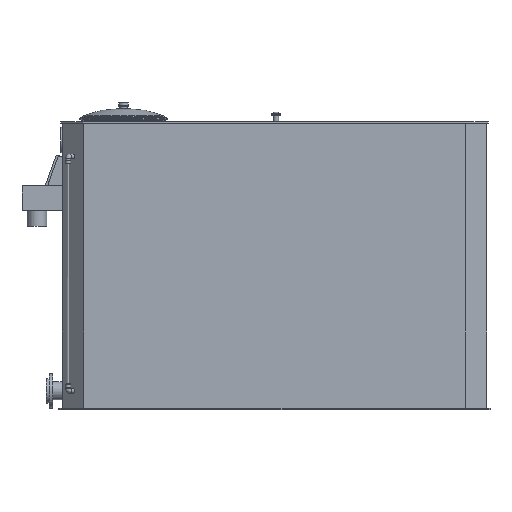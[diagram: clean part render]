
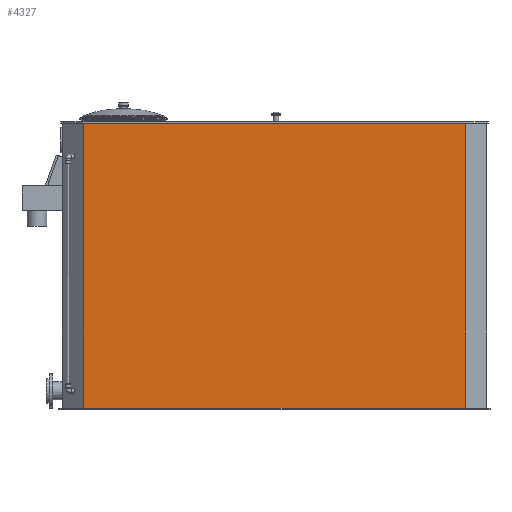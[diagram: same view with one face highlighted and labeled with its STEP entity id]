
A CAD part, front view. The second image highlights one B-rep face of the part: STEP entity #4327.
In plain terms, the highlighted planar face has unit normal (0, -1, 0).
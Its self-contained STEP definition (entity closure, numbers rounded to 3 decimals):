
#113=LINE('',#6512,#464);
#122=LINE('',#6532,#473);
#123=LINE('',#6533,#474);
#124=LINE('',#6534,#475);
#464=VECTOR('',#5229,10.);
#473=VECTOR('',#5256,10.);
#474=VECTOR('',#5257,10.);
#475=VECTOR('',#5258,10.);
#882=PLANE('',#4673);
#1185=FACE_OUTER_BOUND('',#1507,.T.);
#1507=EDGE_LOOP('',(#3180,#3181,#3182,#3183));
#2081=VERTEX_POINT('',#6497);
#2088=VERTEX_POINT('',#6510);
#2089=VERTEX_POINT('',#6530);
#2090=VERTEX_POINT('',#6531);
#2512=EDGE_CURVE('',#2088,#2081,#113,.T.);
#2521=EDGE_CURVE('',#2089,#2090,#122,.T.);
#2522=EDGE_CURVE('',#2081,#2090,#123,.T.);
#2523=EDGE_CURVE('',#2088,#2089,#124,.T.);
#3180=ORIENTED_EDGE('',*,*,#2521,.T.);
#3181=ORIENTED_EDGE('',*,*,#2522,.F.);
#3182=ORIENTED_EDGE('',*,*,#2512,.F.);
#3183=ORIENTED_EDGE('',*,*,#2523,.T.);
#4327=ADVANCED_FACE('',(#1185),#882,.T.);
#4673=AXIS2_PLACEMENT_3D('',#6529,#5254,#5255);
#5229=DIRECTION('',(-1.,0.,0.));
#5254=DIRECTION('center_axis',(0.,-1.,0.));
#5255=DIRECTION('ref_axis',(0.,0.,1.));
#5256=DIRECTION('',(-1.,0.,0.));
#5257=DIRECTION('',(0.,0.,1.));
#5258=DIRECTION('',(0.,0.,1.));
#6497=CARTESIAN_POINT('',(-1211.716,-495.,10.));
#6510=CARTESIAN_POINT('',(1211.716,-495.,10.));
#6512=CARTESIAN_POINT('',(605.858,-495.,10.));
#6529=CARTESIAN_POINT('Origin',(1211.716,-495.,10.));
#6530=CARTESIAN_POINT('',(1211.716,-495.,1820.));
#6531=CARTESIAN_POINT('',(-1211.716,-495.,1820.));
#6532=CARTESIAN_POINT('',(1211.716,-495.,1820.));
#6533=CARTESIAN_POINT('',(-1211.716,-495.,10.));
#6534=CARTESIAN_POINT('',(1211.716,-495.,10.));
